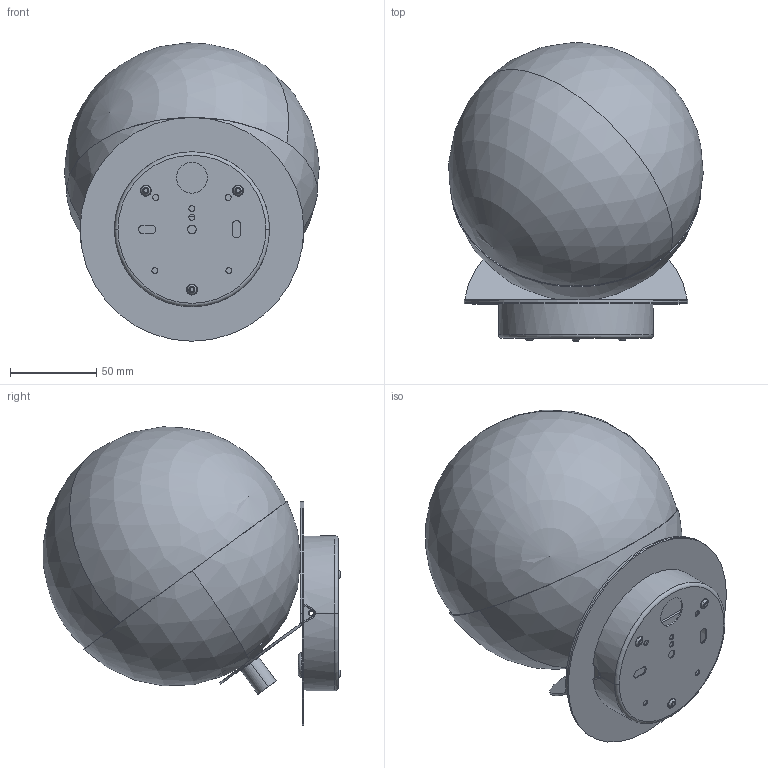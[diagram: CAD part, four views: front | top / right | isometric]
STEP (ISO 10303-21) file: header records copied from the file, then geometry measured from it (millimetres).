
FILE_DESCRIPTION (( 'STEP AP214' ), '1' );
FILE_NAME ('Balo Min. Sup.STEP', '2021-02-05T07:19:39', ( '' ), ( '' ), 'SwSTEP 2.0', 'SolidWorks 2018', '' );
FILE_SCHEMA (( 'AUTOMOTIVE_DESIGN' ));
Length unit declared in the file: millimetre
Products named in the file (10): Balo Min. Sup; Bote Floron_interior; Bombilla_sin bombilla e14; pasacable STEAB 6222_Predeterminada; Bola_150*50; base Supersimple_Aplique; Fleje balo mesa_Fleje Final todos modelos; Frenacable delrin_7mm; Cupula_150*10MM; Minimal Aplique Tapa_Tapa
Assembly tree (9 placements, depth 2):
  Balo Min. Sup
    base Supersimple_Aplique
    Bola_150*50
    Bombilla_sin bombilla e14
    Cupula_150*10MM
    Frenacable delrin_7mm
    Minimal Aplique Tapa_Tapa
    Bote Floron_interior
    Fleje balo mesa_Fleje Final todos modelos
    pasacable STEAB 6222_Predeterminada
Bounding box: 147.86 x 173.08 x 173.36 mm (x, y, z)
Volume: 406632 mm3; surface area: 275443.1 mm2
Topology: 10 solids, 10 shells, 311 faces, 724 edges, 438 vertices
Faces by surface type: cylinder 119, plane 114, torus 38, bspline 18, cone 14, sphere 8
Entity records: 9960 total; most frequent: CARTESIAN_POINT 2305, DIRECTION 1606, ORIENTED_EDGE 1428, EDGE_CURVE 714, AXIS2_PLACEMENT_3D 651, VERTEX_POINT 432, EDGE_LOOP 362, CIRCLE 346
